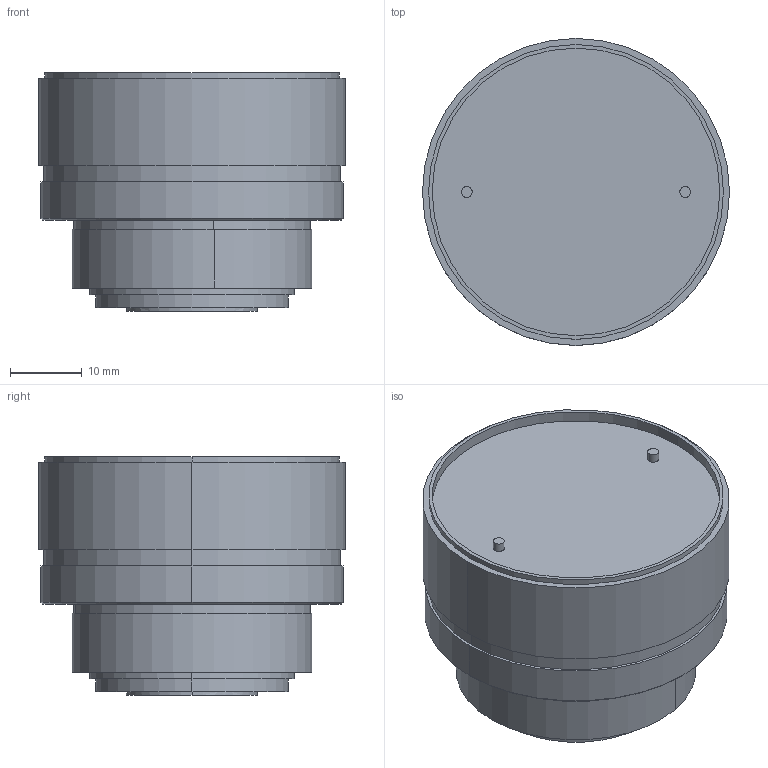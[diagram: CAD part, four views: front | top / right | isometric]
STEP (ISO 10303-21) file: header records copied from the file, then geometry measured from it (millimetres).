
FILE_DESCRIPTION((''),'2;1');
FILE_NAME('Sonalert.stp','2008-01-02T17:10:19',('Owner'),(''),'Autodesk Inventor (R) 6.0','Autodesk Inventor (R) 6.0','');
FILE_SCHEMA(('AUTOMOTIVE_DESIGN { 1 0 10303 214 1 1 1 1 }'));
Length unit declared in the file: inch
Products named in the file (3): Sonalert; Sonalert Nut
Assembly tree (2 placements, depth 2):
  Sonalert
    Sonalert
    Sonalert Nut
Bounding box: 42.85 x 42.85 x 33.27 mm (x, y, z)
Volume: 31729.8 mm3; surface area: 11046.6 mm2
Topology: 2 solids, 2 shells, 85 faces, 232 edges, 154 vertices
Faces by surface type: plane 42, cylinder 34, bspline 7, cone 2
Entity records: 2948 total; most frequent: CARTESIAN_POINT 581, DIRECTION 516, ORIENTED_EDGE 464, EDGE_CURVE 232, AXIS2_PLACEMENT_3D 201, VERTEX_POINT 154, CIRCLE 118, VECTOR 114
